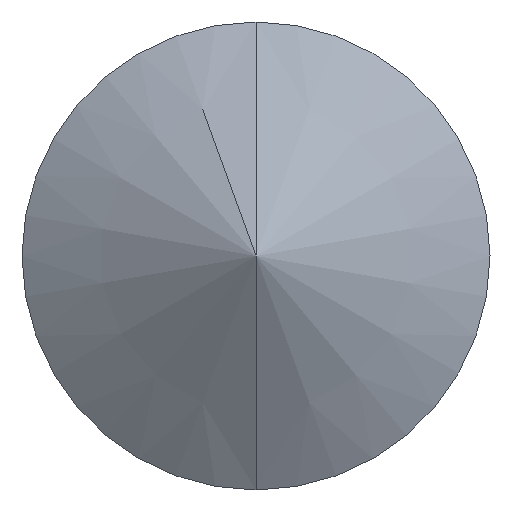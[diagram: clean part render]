
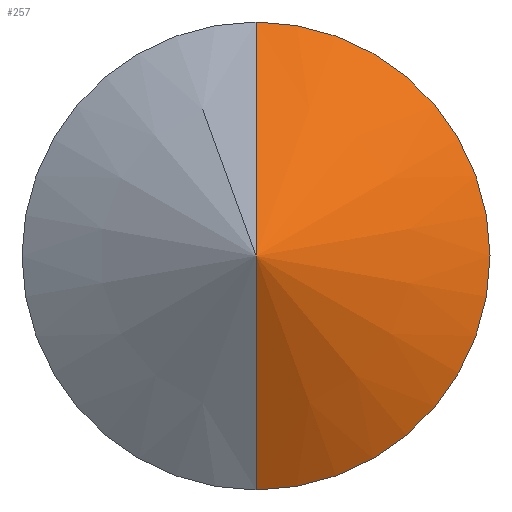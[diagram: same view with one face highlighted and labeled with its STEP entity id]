
A CAD part, front view. The second image highlights one B-rep face of the part: STEP entity #257.
In plain terms, the highlighted conical face has half-angle 60 degrees and reference radius 1732.05 mm.
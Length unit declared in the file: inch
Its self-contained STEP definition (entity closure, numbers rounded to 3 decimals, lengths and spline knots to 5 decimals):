
#16 = ORIENTED_EDGE ( 'NONE', *, *, #110, .T. ) ;
#19 = LINE ( 'NONE', #152, #86 ) ;
#40 = CIRCLE ( 'NONE', #169, 0.125 ) ;
#49 = DIRECTION ( 'NONE',  ( 0., 0.5, 0.866 ) ) ;
#55 = CONICAL_SURFACE ( 'NONE', #61, 68.19098, 1.047 ) ;
#59 = VERTEX_POINT ( 'NONE', #148 ) ;
#61 = AXIS2_PLACEMENT_3D ( 'NONE', #178, #204, #67 ) ;
#67 = DIRECTION ( 'NONE',  ( 0., 0., 1. ) ) ;
#75 = CARTESIAN_POINT ( 'NONE',  ( 0., 0.07217, 0. ) ) ;
#86 = VECTOR ( 'NONE', #221, 39.37008 ) ;
#100 = LINE ( 'NONE', #154, #149 ) ;
#103 = VERTEX_POINT ( 'NONE', #114 ) ;
#110 = EDGE_CURVE ( 'NONE', #167, #103, #19, .T. ) ;
#114 = CARTESIAN_POINT ( 'NONE',  ( 0., 0.07217, -0.125 ) ) ;
#140 = FACE_OUTER_BOUND ( 'NONE', #236, .T. ) ;
#148 = CARTESIAN_POINT ( 'NONE',  ( 0., 0.07217, 0.125 ) ) ;
#149 = VECTOR ( 'NONE', #49, 39.37008 ) ;
#152 = CARTESIAN_POINT ( 'NONE',  ( 0., 0., 0. ) ) ;
#154 = CARTESIAN_POINT ( 'NONE',  ( 0., 0., 0. ) ) ;
#158 = DIRECTION ( 'NONE',  ( 0., -1., 0. ) ) ;
#160 = ORIENTED_EDGE ( 'NONE', *, *, #230, .T. ) ;
#167 = VERTEX_POINT ( 'NONE', #196 ) ;
#169 = AXIS2_PLACEMENT_3D ( 'NONE', #75, #158, #246 ) ;
#178 = CARTESIAN_POINT ( 'NONE',  ( 0., 39.37008, 0. ) ) ;
#196 = CARTESIAN_POINT ( 'NONE',  ( 0., 0., 0. ) ) ;
#204 = DIRECTION ( 'NONE',  ( 0., 1., 0. ) ) ;
#215 = ORIENTED_EDGE ( 'NONE', *, *, #247, .F. ) ;
#221 = DIRECTION ( 'NONE',  ( 0., 0.5, -0.866 ) ) ;
#230 = EDGE_CURVE ( 'NONE', #103, #59, #40, .T. ) ;
#236 = EDGE_LOOP ( 'NONE', ( #215, #16, #160 ) ) ;
#246 = DIRECTION ( 'NONE',  ( 0., 0., -1. ) ) ;
#247 = EDGE_CURVE ( 'NONE', #167, #59, #100, .T. ) ;
#257 = ADVANCED_FACE ( 'NONE', ( #140 ), #55, .T. ) ;
